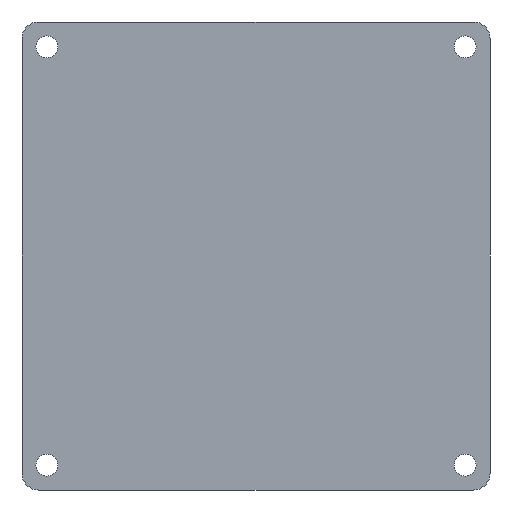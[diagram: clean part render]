
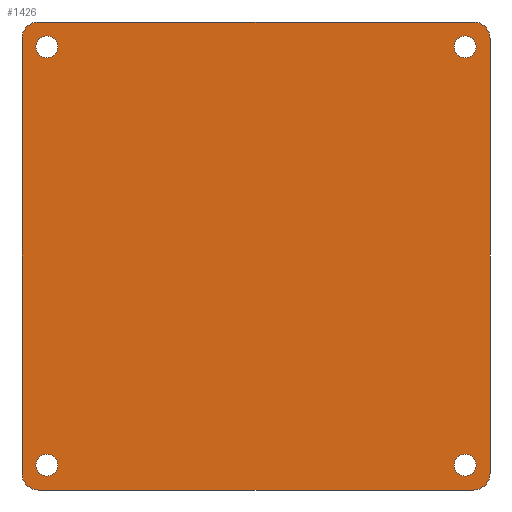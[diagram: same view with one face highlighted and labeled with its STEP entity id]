
A CAD part, front view. The second image highlights one B-rep face of the part: STEP entity #1426.
In plain terms, the highlighted planar face has unit normal (0, -1, 0).
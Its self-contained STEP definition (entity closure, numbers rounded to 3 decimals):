
#835=CARTESIAN_POINT('POINT59',(-5.985,-1.75,6.313));
#836=VERTEX_POINT('VERTEX59',#835);
#843=CARTESIAN_POINT('POINT60',(-6.641,-1.75,6.313));
#844=VERTEX_POINT('VERTEX60',#843);
#845=CARTESIAN_POINT('POS82',(-6.313,-1.75,6.313));
#846=DIRECTION('DIR130',(0.,1.,0.));
#847=DIRECTION('DIR131',(-1.,0.,0.));
#848=AXIS2_PLACEMENT_3D('AXIS49',#845,#846,#847);
#849=CIRCLE('ELLIPSE27',#848,0.328);
#850=EDGE_CURVE('EDGE86',#844,#836,#849,.T.);
#870=EDGE_CURVE('EDGE88',#836,#844,#849,.T.);
#875=CARTESIAN_POINT('POINT61',(5.985,-1.75,6.313));
#876=VERTEX_POINT('VERTEX61',#875);
#884=CARTESIAN_POINT('POINT62',(6.641,-1.75,6.313));
#885=VERTEX_POINT('VERTEX62',#884);
#892=CARTESIAN_POINT('POS87',(6.313,-1.75,6.313));
#893=DIRECTION('DIR137',(0.,-1.,0.));
#894=DIRECTION('DIR138',(-1.,0.,0.));
#895=AXIS2_PLACEMENT_3D('AXIS51',#892,#893,#894);
#896=CIRCLE('ELLIPSE28',#895,0.328);
#897=EDGE_CURVE('EDGE91',#885,#876,#896,.T.);
#908=EDGE_CURVE('EDGE92',#876,#885,#896,.T.);
#915=CARTESIAN_POINT('POINT63',(-5.985,-1.75,-6.313));
#916=VERTEX_POINT('VERTEX63',#915);
#924=CARTESIAN_POINT('POINT64',(-6.641,-1.75,-6.313));
#925=VERTEX_POINT('VERTEX64',#924);
#932=CARTESIAN_POINT('POS91',(-6.313,-1.75,-6.313));
#933=DIRECTION('DIR143',(0.,-1.,0.));
#934=DIRECTION('DIR144',(1.,0.,0.));
#935=AXIS2_PLACEMENT_3D('AXIS53',#932,#933,#934);
#936=CIRCLE('ELLIPSE29',#935,0.328);
#937=EDGE_CURVE('EDGE95',#925,#916,#936,.T.);
#948=EDGE_CURVE('EDGE96',#916,#925,#936,.T.);
#955=CARTESIAN_POINT('POINT65',(5.985,-1.75,-6.313));
#956=VERTEX_POINT('VERTEX65',#955);
#963=CARTESIAN_POINT('POINT66',(6.641,-1.75,-6.313));
#964=VERTEX_POINT('VERTEX66',#963);
#965=CARTESIAN_POINT('POS94',(6.313,-1.75,-6.313));
#966=DIRECTION('DIR148',(0.,1.,0.));
#967=DIRECTION('DIR149',(1.,0.,0.));
#968=AXIS2_PLACEMENT_3D('AXIS55',#965,#966,#967);
#969=CIRCLE('ELLIPSE30',#968,0.328);
#970=EDGE_CURVE('EDGE98',#964,#956,#969,.T.);
#990=EDGE_CURVE('EDGE100',#956,#964,#969,.T.);
#1335=CARTESIAN_POINT('POINT87',(7.063,-1.75,-6.563));
#1336=VERTEX_POINT('VERTEX87',#1335);
#1337=CARTESIAN_POINT('POINT88',(6.563,-1.75,-7.063));
#1338=VERTEX_POINT('VERTEX88',#1337);
#1339=CARTESIAN_POINT('POS129',(6.563,-1.75,-6.563));
#1340=DIRECTION('DIR205',(0.,1.,0.));
#1341=DIRECTION('DIR206',(0.,0.,-1.));
#1342=AXIS2_PLACEMENT_3D('AXIS77',#1339,#1340,#1341);
#1343=CIRCLE('ELLIPSE41',#1342,0.5);
#1344=EDGE_CURVE('EDGE133',#1336,#1338,#1343,.T.);
#1345=ORIENTED_EDGE('COEDGE237',*,*,#1344,.F.);
#1346=CARTESIAN_POINT('POINT89',(7.063,-1.75,6.563));
#1347=VERTEX_POINT('VERTEX89',#1346);
#1348=CARTESIAN_POINT('POS130',(7.063,-1.75,-6.563));
#1349=DIRECTION('DIR207',(0.,0.,-1.));
#1350=VECTOR('VEC53',#1349,1.);
#1351=LINE('STRAIGHT53',#1348,#1350);
#1352=EDGE_CURVE('EDGE134',#1347,#1336,#1351,.T.);
#1353=ORIENTED_EDGE('COEDGE238',*,*,#1352,.F.);
#1354=CARTESIAN_POINT('POINT90',(6.563,-1.75,7.063));
#1355=VERTEX_POINT('VERTEX90',#1354);
#1356=CARTESIAN_POINT('POS131',(6.563,-1.75,6.563));
#1357=DIRECTION('DIR208',(0.,1.,0.));
#1358=DIRECTION('DIR209',(1.,0.,0.));
#1359=AXIS2_PLACEMENT_3D('AXIS78',#1356,#1357,#1358);
#1360=CIRCLE('ELLIPSE42',#1359,0.5);
#1361=EDGE_CURVE('EDGE135',#1355,#1347,#1360,.T.);
#1362=ORIENTED_EDGE('COEDGE239',*,*,#1361,.F.);
#1363=CARTESIAN_POINT('POINT91',(-6.563,-1.75,7.063));
#1364=VERTEX_POINT('VERTEX91',#1363);
#1365=CARTESIAN_POINT('POS132',(6.563,-1.75,7.063));
#1366=DIRECTION('DIR210',(1.,0.,0.));
#1367=VECTOR('VEC54',#1366,1.);
#1368=LINE('STRAIGHT54',#1365,#1367);
#1369=EDGE_CURVE('EDGE136',#1364,#1355,#1368,.T.);
#1370=ORIENTED_EDGE('COEDGE240',*,*,#1369,.F.);
#1371=CARTESIAN_POINT('POINT92',(-7.063,-1.75,6.563));
#1372=VERTEX_POINT('VERTEX92',#1371);
#1373=CARTESIAN_POINT('POS133',(-6.563,-1.75,6.563));
#1374=DIRECTION('DIR211',(0.,1.,0.));
#1375=DIRECTION('DIR212',(0.,0.,1.));
#1376=AXIS2_PLACEMENT_3D('AXIS79',#1373,#1374,#1375);
#1377=CIRCLE('ELLIPSE43',#1376,0.5);
#1378=EDGE_CURVE('EDGE137',#1372,#1364,#1377,.T.);
#1379=ORIENTED_EDGE('COEDGE241',*,*,#1378,.F.);
#1380=CARTESIAN_POINT('POINT93',(-7.063,-1.75,-6.563));
#1381=VERTEX_POINT('VERTEX93',#1380);
#1382=CARTESIAN_POINT('POS134',(-7.063,-1.75,6.563));
#1383=DIRECTION('DIR213',(0.,0.,1.));
#1384=VECTOR('VEC55',#1383,1.);
#1385=LINE('STRAIGHT55',#1382,#1384);
#1386=EDGE_CURVE('EDGE138',#1381,#1372,#1385,.T.);
#1387=ORIENTED_EDGE('COEDGE242',*,*,#1386,.F.);
#1388=CARTESIAN_POINT('POINT94',(-6.563,-1.75,-7.063));
#1389=VERTEX_POINT('VERTEX94',#1388);
#1390=CARTESIAN_POINT('POS135',(-6.563,-1.75,-6.563));
#1391=DIRECTION('DIR214',(0.,1.,0.));
#1392=DIRECTION('DIR215',(-1.,0.,0.));
#1393=AXIS2_PLACEMENT_3D('AXIS80',#1390,#1391,#1392);
#1394=CIRCLE('ELLIPSE44',#1393,0.5);
#1395=EDGE_CURVE('EDGE139',#1389,#1381,#1394,.T.);
#1396=ORIENTED_EDGE('COEDGE243',*,*,#1395,.F.);
#1397=CARTESIAN_POINT('POS136',(-6.563,-1.75,-7.063));
#1398=DIRECTION('DIR216',(-1.,0.,0.));
#1399=VECTOR('VEC56',#1398,1.);
#1400=LINE('STRAIGHT56',#1397,#1399);
#1401=EDGE_CURVE('EDGE140',#1338,#1389,#1400,.T.);
#1402=ORIENTED_EDGE('COEDGE244',*,*,#1401,.F.);
#1403=EDGE_LOOP('NONE',(#1345,#1353,#1362,#1370,#1379,#1387,#1396,#1402)
   );
#1404=FACE_BOUND('LOOP1',#1403,.T.);
#1405=ORIENTED_EDGE('COEDGE245',*,*,#990,.T.);
#1406=ORIENTED_EDGE('COEDGE246',*,*,#970,.T.);
#1407=EDGE_LOOP('NONE',(#1405,#1406));
#1408=FACE_BOUND('LOOP1',#1407,.T.);
#1409=ORIENTED_EDGE('COEDGE247',*,*,#948,.F.);
#1410=ORIENTED_EDGE('COEDGE248',*,*,#937,.F.);
#1411=EDGE_LOOP('NONE',(#1409,#1410));
#1412=FACE_BOUND('LOOP1',#1411,.T.);
#1413=ORIENTED_EDGE('COEDGE249',*,*,#908,.F.);
#1414=ORIENTED_EDGE('COEDGE250',*,*,#897,.F.);
#1415=EDGE_LOOP('NONE',(#1413,#1414));
#1416=FACE_BOUND('LOOP1',#1415,.T.);
#1417=ORIENTED_EDGE('COEDGE251',*,*,#870,.T.);
#1418=ORIENTED_EDGE('COEDGE252',*,*,#850,.T.);
#1419=EDGE_LOOP('NONE',(#1417,#1418));
#1420=FACE_BOUND('LOOP1',#1419,.T.);
#1421=CARTESIAN_POINT('POS137',(0.,-1.75,0.));
#1422=DIRECTION('DIR217',(0.,-1.,0.));
#1423=DIRECTION('DIR218',(1.,0.,0.));
#1424=AXIS2_PLACEMENT_3D('AXIS81',#1421,#1422,#1423);
#1425=PLANE('PLANE11',#1424);
#1426=ADVANCED_FACE('FACE63',(#1404,#1408,#1412,#1416,#1420),#1425,.T.);
